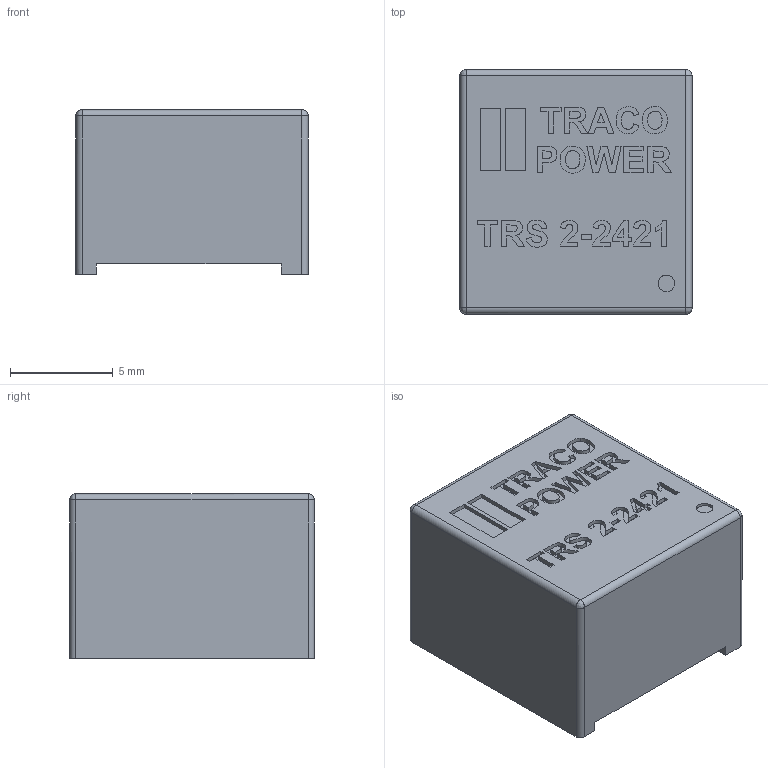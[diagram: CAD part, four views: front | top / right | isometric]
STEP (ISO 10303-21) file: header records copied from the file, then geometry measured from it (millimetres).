
FILE_DESCRIPTION(/* description */ (''),/* implementation_level */ '2;1');
FILE_NAME(/* name */ 'TSR2PA~1',/* time_stamp */ '2019-08-28T11:53:14+02:00',/* author */ (''),/* organization */ (''),/* preprocessor_version */ 'ST-DEVELOPER v15',/* originating_system */ '',/* authorisation */ '');
FILE_SCHEMA (('AUTOMOTIVE_DESIGN'));
Length unit declared in the file: millimetre
Products named in the file (1): Document
Bounding box: 11.3 x 11.9 x 8 mm (x, y, z)
Volume: 1016.9 mm3; surface area: 659 mm2
Topology: 1 solids, 1 shells, 210 faces, 522 edges, 344 vertices
Faces by surface type: plane 118, bspline 92
Entity records: 7287 total; most frequent: CARTESIAN_POINT 3730, ORIENTED_EDGE 1044, EDGE_CURVE 522, B_SPLINE_CURVE_WITH_KNOTS 500, VERTEX_POINT 344, EDGE_LOOP 240, ADVANCED_FACE 210, FACE_OUTER_BOUND 210
